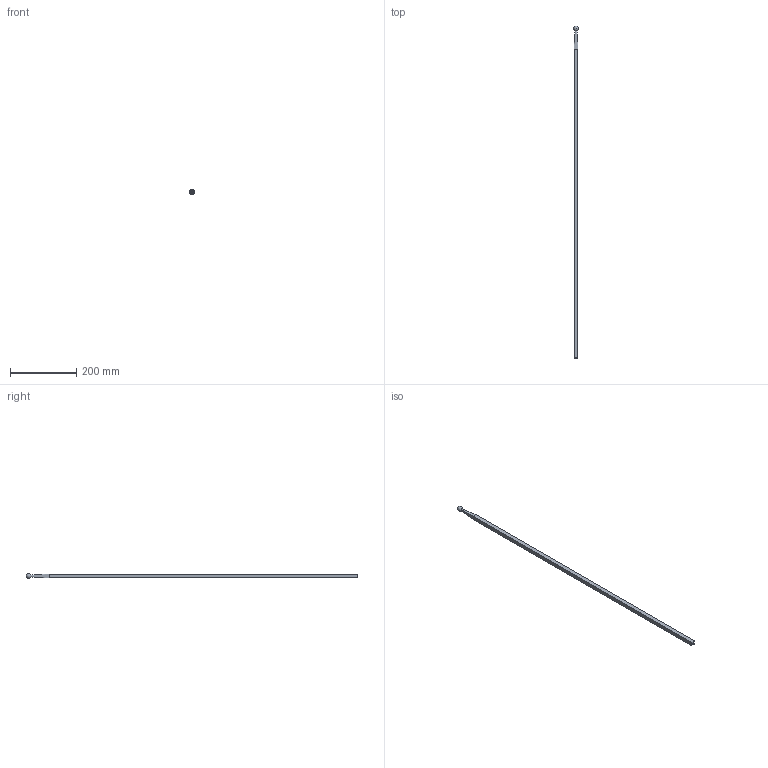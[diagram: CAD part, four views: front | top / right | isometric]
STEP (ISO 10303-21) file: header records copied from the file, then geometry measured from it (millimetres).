
FILE_DESCRIPTION (( 'STEP AP203' ), '1' );
FILE_NAME ('1827.STEP', '2022-04-21T07:38:23', ( '' ), ( '' ), 'SwSTEP 2.0', 'SolidWorks 2018', '' );
FILE_SCHEMA (( 'CONFIG_CONTROL_DESIGN' ));
Length unit declared in the file: millimetre
Products named in the file (1): 1827
Bounding box: 14.89 x 999.95 x 15 mm (x, y, z)
Volume: 139854.1 mm3; surface area: 47253.5 mm2
Topology: 1 solids, 1 shells, 171 faces, 455 edges, 302 vertices
Faces by surface type: plane 94, bspline 75, cylinder 1, sphere 1
Full cylindrical faces by diameter (mm): 5.5 x1
Entity records: 8920 total; most frequent: CARTESIAN_POINT 5108, ORIENTED_EDGE 900, DIRECTION 507, EDGE_CURVE 450, VECTOR 303, LINE 303, VERTEX_POINT 299, EDGE_LOOP 189
